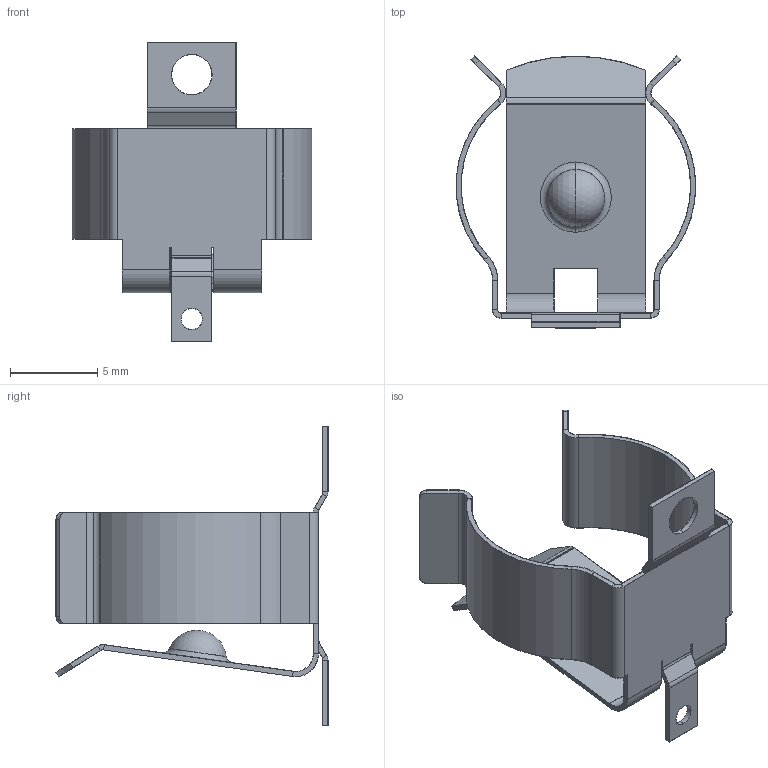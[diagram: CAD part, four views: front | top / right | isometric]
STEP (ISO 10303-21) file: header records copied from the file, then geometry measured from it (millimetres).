
FILE_DESCRIPTION (( 'STEP AP214' ), '1' );
FILE_NAME ('BK-53.STEP', '2019-12-31T02:49:31', ( '' ), ( '' ), 'SwSTEP 2.0', 'SolidWorks 2017', '' );
FILE_SCHEMA (( 'AUTOMOTIVE_DESIGN' ));
Length unit declared in the file: millimetre
Products named in the file (1): BK-53
Bounding box: 13.73 x 15.59 x 17.17 mm (x, y, z)
Volume: 10 mm3; surface area: 1671.2 mm2
Topology: 1 solids, 1 shells, 288 faces, 648 edges, 360 vertices
Faces by surface type: plane 190, cylinder 90, torus 4, sphere 4
Entity records: 7818 total; most frequent: DIRECTION 1422, CARTESIAN_POINT 1297, ORIENTED_EDGE 1296, EDGE_CURVE 648, AXIS2_PLACEMENT_3D 485, VECTOR 452, LINE 452, VERTEX_POINT 360
